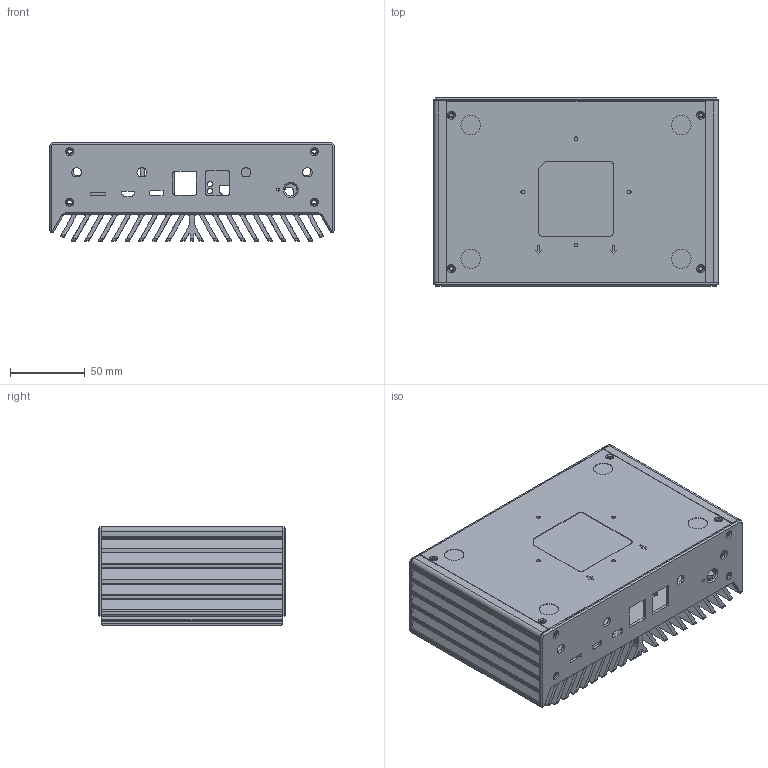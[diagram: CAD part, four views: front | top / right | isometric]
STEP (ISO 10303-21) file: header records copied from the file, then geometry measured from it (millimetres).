
FILE_DESCRIPTION(/* description */ ('VariCAD 2022-1.06 AP-214'),/* implementation_level */ '2;1');
FILE_NAME(/* name */ 'VP4600-3D.stp',/* time_stamp */ '2022-06-23T13:58:41-08:00',/* author */ (''),/* organization */ (''),/* preprocessor_version */ 'VariCAD 2022-1.06',/* originating_system */ 'VariCAD 2022-1.06; kernel version (20180118)',/* authorisation */ '');
FILE_SCHEMA(('AUTOMOTIVE_DESIGN'));
Length unit declared in the file: millimetre
Products named in the file (5): VP4600-3D; 2020-10-13-03_B_C_4; 2021-9-11-02_C_10; 2021-9-11-01_C_8; XSK20A-U-2020-10-13_B_C_16
Assembly tree (4 placements, depth 2):
  VP4600-3D
    2020-10-13-03_B_C_4
    2021-9-11-02_C_10
    2021-9-11-01_C_8
    XSK20A-U-2020-10-13_B_C_16
Bounding box: 190 x 125.5 x 66 mm (x, y, z)
Volume: 438759 mm3; surface area: 277185.6 mm2
Topology: 4 solids, 4 shells, 700 faces, 2161 edges, 1486 vertices
Faces by surface type: cylinder 367, plane 295, cone 38
Entity records: 25908 total; most frequent: CARTESIAN_POINT 5914, ORIENTED_EDGE 4322, DIRECTION 4093, EDGE_CURVE 2161, VERTEX_POINT 1486, AXIS2_PLACEMENT_3D 1457, LINE 1179, VECTOR 1179
